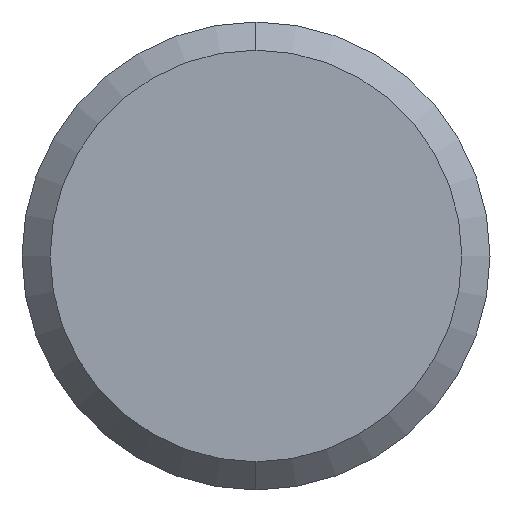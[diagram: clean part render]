
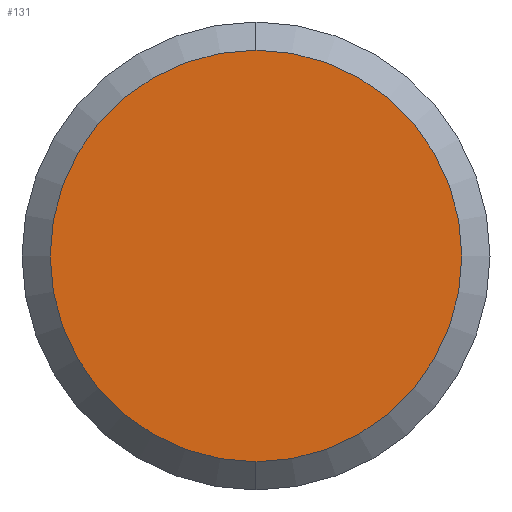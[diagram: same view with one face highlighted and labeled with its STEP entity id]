
A CAD part, left-side view. The second image highlights one B-rep face of the part: STEP entity #131.
In plain terms, the highlighted planar face has unit normal (-1, 0, 0).
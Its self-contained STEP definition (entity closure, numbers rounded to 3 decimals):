
#4 = EDGE_CURVE ( 'NONE', #157, #143, #109, .T. ) ;
#20 = AXIS2_PLACEMENT_3D ( 'NONE', #186, #217, #193 ) ;
#26 = AXIS2_PLACEMENT_3D ( 'NONE', #135, #132, #144 ) ;
#28 = EDGE_CURVE ( 'NONE', #143, #157, #97, .T. ) ;
#31 = AXIS2_PLACEMENT_3D ( 'NONE', #177, #198, #211 ) ;
#45 = ORIENTED_EDGE ( 'NONE', *, *, #28, .T. ) ;
#54 = ORIENTED_EDGE ( 'NONE', *, *, #4, .T. ) ;
#85 = EDGE_LOOP ( 'NONE', ( #45, #54 ) ) ;
#97 = CIRCLE ( 'NONE', #20, 3.65 ) ;
#100 = FACE_OUTER_BOUND ( 'NONE', #85, .T. ) ;
#109 = CIRCLE ( 'NONE', #26, 3.65 ) ;
#131 = ADVANCED_FACE ( 'NONE', ( #100 ), #185, .F. ) ;
#132 = DIRECTION ( 'NONE',  ( -1., 0., 0. ) ) ;
#135 = CARTESIAN_POINT ( 'NONE',  ( -21.6, 0., 0. ) ) ;
#143 = VERTEX_POINT ( 'NONE', #197 ) ;
#144 = DIRECTION ( 'NONE',  ( 0., 0., -1. ) ) ;
#157 = VERTEX_POINT ( 'NONE', #215 ) ;
#177 = CARTESIAN_POINT ( 'NONE',  ( -21.6, 0., 0. ) ) ;
#185 = PLANE ( 'NONE',  #31 ) ;
#186 = CARTESIAN_POINT ( 'NONE',  ( -21.6, 0., 0. ) ) ;
#193 = DIRECTION ( 'NONE',  ( 0., 0., -1. ) ) ;
#197 = CARTESIAN_POINT ( 'NONE',  ( -21.6, 0., -3.65 ) ) ;
#198 = DIRECTION ( 'NONE',  ( 1., 0., 0. ) ) ;
#211 = DIRECTION ( 'NONE',  ( 0., 0., -1. ) ) ;
#215 = CARTESIAN_POINT ( 'NONE',  ( -21.6, 0., 3.65 ) ) ;
#217 = DIRECTION ( 'NONE',  ( -1., 0., 0. ) ) ;
